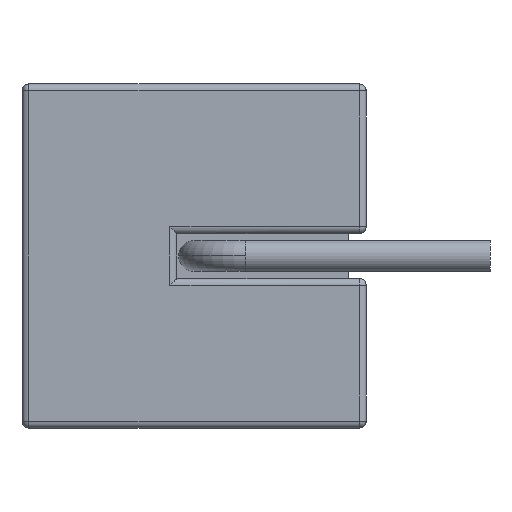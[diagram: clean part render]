
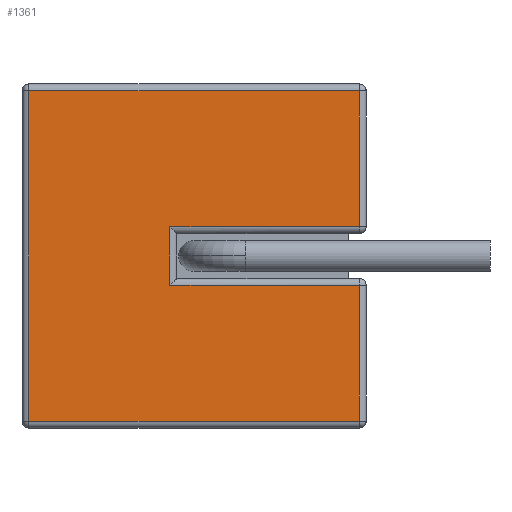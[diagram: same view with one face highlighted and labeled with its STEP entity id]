
A CAD part, left-side view. The second image highlights one B-rep face of the part: STEP entity #1361.
In plain terms, the highlighted planar face has unit normal (-1, 0, 0).
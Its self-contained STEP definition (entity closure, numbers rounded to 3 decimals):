
#252 = DIRECTION ( 'NONE',  ( 0., 0., 1. ) ) ;
#254 = CARTESIAN_POINT ( 'NONE',  ( -17.5, 10., -5. ) ) ;
#338 = LINE ( 'NONE', #13691, #10072 ) ;
#346 = VECTOR ( 'NONE', #14493, 1000. ) ;
#388 = CARTESIAN_POINT ( 'NONE',  ( -17.5, 10., -0.85 ) ) ;
#723 = LINE ( 'NONE', #15243, #18274 ) ;
#857 = CARTESIAN_POINT ( 'NONE',  ( -17.5, 9.8, -5. ) ) ;
#1200 = ORIENTED_EDGE ( 'NONE', *, *, #11218, .T. ) ;
#1361 = ADVANCED_FACE ( 'NONE', ( #8853 ), #17520, .F. ) ;
#1612 = DIRECTION ( 'NONE',  ( 0., 0., -1. ) ) ;
#2035 = CARTESIAN_POINT ( 'NONE',  ( -17.5, 9.8, 4.8 ) ) ;
#2377 = DIRECTION ( 'NONE',  ( 0., 0., 1. ) ) ;
#2833 = EDGE_CURVE ( 'NONE', #17963, #12206, #16059, .T. ) ;
#3022 = ORIENTED_EDGE ( 'NONE', *, *, #2833, .T. ) ;
#3215 = DIRECTION ( 'NONE',  ( 1., 0., 0. ) ) ;
#3854 = EDGE_CURVE ( 'NONE', #3881, #17963, #338, .T. ) ;
#3881 = VERTEX_POINT ( 'NONE', #5037 ) ;
#4103 = VERTEX_POINT ( 'NONE', #2035 ) ;
#4243 = EDGE_LOOP ( 'NONE', ( #1200, #16557, #10975, #10098, #11251, #13584, #5501, #3022 ) ) ;
#4264 = EDGE_CURVE ( 'NONE', #8991, #4103, #15958, .T. ) ;
#4637 = DIRECTION ( 'NONE',  ( 0., 1., 0. ) ) ;
#4734 = CARTESIAN_POINT ( 'NONE',  ( -17.5, 0.2, 4.8 ) ) ;
#4990 = DIRECTION ( 'NONE',  ( 0., 0., -1. ) ) ;
#5037 = CARTESIAN_POINT ( 'NONE',  ( -17.5, 0.2, -4.8 ) ) ;
#5347 = CARTESIAN_POINT ( 'NONE',  ( -17.5, 0.2, -5. ) ) ;
#5431 = VECTOR ( 'NONE', #11358, 1000. ) ;
#5501 = ORIENTED_EDGE ( 'NONE', *, *, #3854, .T. ) ;
#6790 = VERTEX_POINT ( 'NONE', #7738 ) ;
#7145 = CARTESIAN_POINT ( 'NONE',  ( -17.5, 5.7, -0.85 ) ) ;
#7649 = CARTESIAN_POINT ( 'NONE',  ( -17.5, 10., -4.8 ) ) ;
#7738 = CARTESIAN_POINT ( 'NONE',  ( -17.5, 5.7, 0.85 ) ) ;
#8060 = EDGE_CURVE ( 'NONE', #12751, #8991, #14094, .T. ) ;
#8853 = FACE_OUTER_BOUND ( 'NONE', #4243, .T. ) ;
#8991 = VERTEX_POINT ( 'NONE', #4734 ) ;
#9222 = EDGE_CURVE ( 'NONE', #9832, #3881, #17556, .T. ) ;
#9832 = VERTEX_POINT ( 'NONE', #18104 ) ;
#10072 = VECTOR ( 'NONE', #252, 1000. ) ;
#10098 = ORIENTED_EDGE ( 'NONE', *, *, #4264, .T. ) ;
#10305 = DIRECTION ( 'NONE',  ( 0., -1., 0. ) ) ;
#10975 = ORIENTED_EDGE ( 'NONE', *, *, #8060, .T. ) ;
#11218 = EDGE_CURVE ( 'NONE', #12206, #6790, #723, .T. ) ;
#11251 = ORIENTED_EDGE ( 'NONE', *, *, #13622, .T. ) ;
#11358 = DIRECTION ( 'NONE',  ( 0., 1., 0. ) ) ;
#11511 = LINE ( 'NONE', #17337, #346 ) ;
#11983 = VECTOR ( 'NONE', #4637, 1000. ) ;
#12206 = VERTEX_POINT ( 'NONE', #7145 ) ;
#12751 = VERTEX_POINT ( 'NONE', #15665 ) ;
#13584 = ORIENTED_EDGE ( 'NONE', *, *, #9222, .T. ) ;
#13622 = EDGE_CURVE ( 'NONE', #4103, #9832, #13918, .T. ) ;
#13691 = CARTESIAN_POINT ( 'NONE',  ( -17.5, 0.2, -5. ) ) ;
#13918 = LINE ( 'NONE', #857, #16140 ) ;
#14094 = LINE ( 'NONE', #5347, #18719 ) ;
#14493 = DIRECTION ( 'NONE',  ( 0., -1., 0. ) ) ;
#15243 = CARTESIAN_POINT ( 'NONE',  ( -17.5, 5.7, -5. ) ) ;
#15665 = CARTESIAN_POINT ( 'NONE',  ( -17.5, 0.2, 0.85 ) ) ;
#15958 = LINE ( 'NONE', #17378, #5431 ) ;
#16059 = LINE ( 'NONE', #388, #11983 ) ;
#16140 = VECTOR ( 'NONE', #4990, 1000. ) ;
#16422 = VECTOR ( 'NONE', #10305, 1000. ) ;
#16557 = ORIENTED_EDGE ( 'NONE', *, *, #18681, .T. ) ;
#16757 = DIRECTION ( 'NONE',  ( 0., 0., 1. ) ) ;
#16862 = AXIS2_PLACEMENT_3D ( 'NONE', #254, #3215, #1612 ) ;
#17337 = CARTESIAN_POINT ( 'NONE',  ( -17.5, 10., 0.85 ) ) ;
#17378 = CARTESIAN_POINT ( 'NONE',  ( -17.5, 10., 4.8 ) ) ;
#17520 = PLANE ( 'NONE',  #16862 ) ;
#17556 = LINE ( 'NONE', #7649, #16422 ) ;
#17615 = CARTESIAN_POINT ( 'NONE',  ( -17.5, 0.2, -0.85 ) ) ;
#17963 = VERTEX_POINT ( 'NONE', #17615 ) ;
#18104 = CARTESIAN_POINT ( 'NONE',  ( -17.5, 9.8, -4.8 ) ) ;
#18274 = VECTOR ( 'NONE', #16757, 1000. ) ;
#18681 = EDGE_CURVE ( 'NONE', #6790, #12751, #11511, .T. ) ;
#18719 = VECTOR ( 'NONE', #2377, 1000. ) ;
